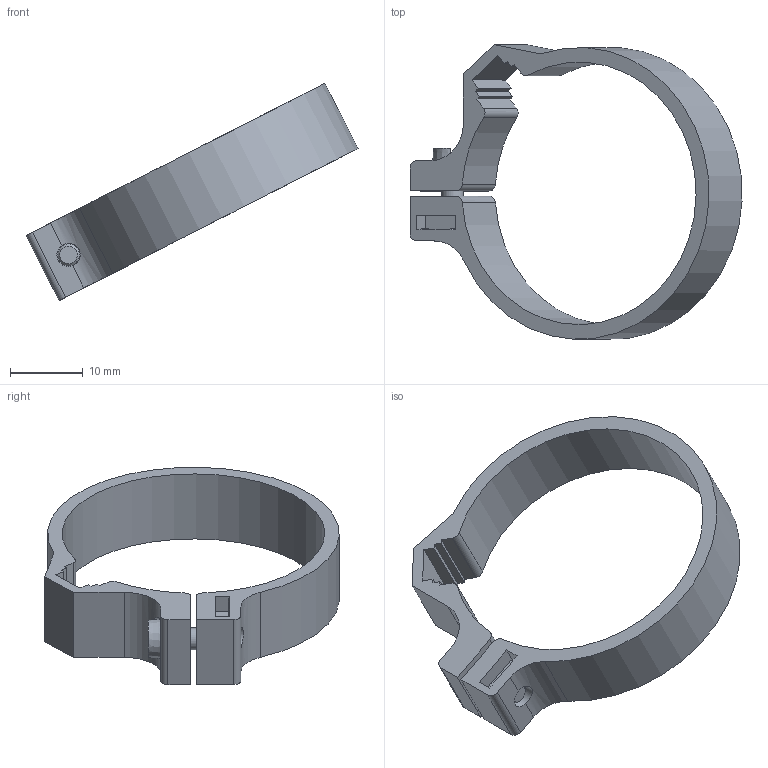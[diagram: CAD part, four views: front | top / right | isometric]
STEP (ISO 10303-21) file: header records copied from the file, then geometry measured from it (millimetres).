
FILE_DESCRIPTION(/* description */ (''),/* implementation_level */ '2;1');
FILE_NAME(/* name */ '1260_32_FS.stp',/* time_stamp */ '2015-07-28T15:49:26+02:00',/* author */ ('foiengi1'),/* organization */ (''),/* preprocessor_version */ 'ST-DEVELOPER v15.2',/* originating_system */ 'Autodesk Inventor 2014',/* authorisation */ '');
FILE_SCHEMA (('AUTOMOTIVE_DESIGN { 1 0 10303 214 3 1 1 }'));
Length unit declared in the file: centimetre
Products named in the file (1): 1260_32_FS
Bounding box: 45.5 x 40.35 x 29.77 mm (x, y, z)
Volume: 3157.2 mm3; surface area: 3722.6 mm2
Topology: 1 solids, 1 shells, 72 faces, 197 edges, 131 vertices
Faces by surface type: plane 52, cylinder 18, cone 2
Full cylindrical faces by diameter (mm): 3 x2, 3.2 x3, 5.8 x1
Entity records: 2370 total; most frequent: CARTESIAN_POINT 443, ORIENTED_EDGE 372, DIRECTION 368, EDGE_CURVE 186, LINE 138, VECTOR 138, VERTEX_POINT 128, AXIS2_PLACEMENT_3D 115
